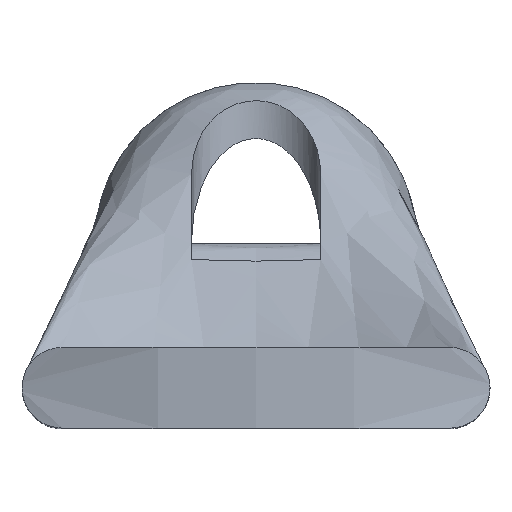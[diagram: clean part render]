
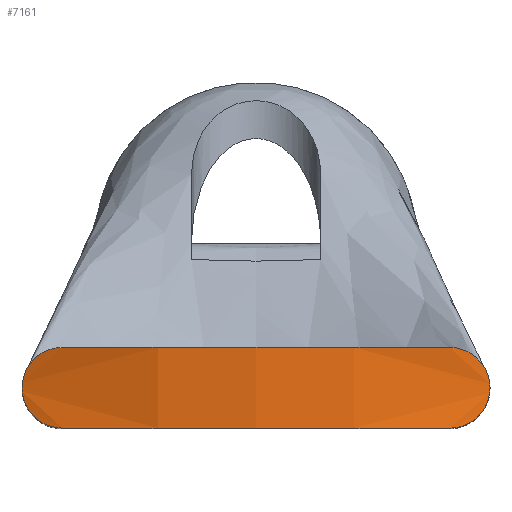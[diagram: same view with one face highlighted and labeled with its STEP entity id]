
A CAD part, top view. The second image highlights one B-rep face of the part: STEP entity #7161.
In plain terms, the highlighted cylindrical face has radius 40 mm (diameter 80 mm), a partial arc.
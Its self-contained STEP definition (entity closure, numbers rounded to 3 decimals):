
#4635=CARTESIAN_POINT('',(-12.,-6.5,67.158));
#4636=VERTEX_POINT('',#4635);
#4645=CARTESIAN_POINT('',(12.,-6.5,67.158));
#4646=VERTEX_POINT('',#4645);
#4647=CARTESIAN_POINT('',(0.,-6.5,29.));
#4648=DIRECTION('',(0.,1.,0.));
#4649=DIRECTION('',(0.363,0.,-0.932));
#4650=AXIS2_PLACEMENT_3D('',#4647,#4648,#4649);
#4651=CIRCLE('',#4650,40.);
#4652=EDGE_CURVE('',#4636,#4646,#4651,.T.);
#7039=CARTESIAN_POINT('',(12.,-11.5,67.158));
#7040=VERTEX_POINT('',#7039);
#7047=CARTESIAN_POINT('',(-12.,-11.5,67.158));
#7048=VERTEX_POINT('',#7047);
#7049=CARTESIAN_POINT('',(0.,-11.5,29.));
#7050=DIRECTION('',(0.,-1.,0.));
#7051=DIRECTION('',(0.363,0.,-0.932));
#7052=AXIS2_PLACEMENT_3D('',#7049,#7050,#7051);
#7053=CIRCLE('',#7052,40.);
#7054=EDGE_CURVE('',#7040,#7048,#7053,.T.);
#7074=CARTESIAN_POINT('',(-14.5,-9.,66.279));
#7075=VERTEX_POINT('',#7074);
#7076=CARTESIAN_POINT('',(-14.5,-9.0,66.279));
#7077=CARTESIAN_POINT('',(-14.5,-8.686,66.279));
#7078=CARTESIAN_POINT('',(-14.437,-8.354,66.304));
#7079=CARTESIAN_POINT('',(-14.187,-7.745,66.4));
#7080=CARTESIAN_POINT('',(-14.,-7.47,66.471));
#7081=CARTESIAN_POINT('',(-13.562,-7.022,66.631));
#7082=CARTESIAN_POINT('',(-13.278,-6.825,66.733));
#7083=CARTESIAN_POINT('',(-12.655,-6.564,66.947));
#7084=CARTESIAN_POINT('',(-12.317,-6.5,67.058));
#7085=CARTESIAN_POINT('',(-12.,-6.5,67.158));
#7086=B_SPLINE_CURVE_WITH_KNOTS('',3,(#7076,#7077,#7078,#7079,#7080,#7081,#7082,#7083,#7084,#7085),.UNSPECIFIED.,.F.,.U.,(4,2,2,2,4),(1.544,1.638,1.732,1.832,1.932),.UNSPECIFIED.);
#7087=EDGE_CURVE('',#7075,#4636,#7086,.T.);
#7094=CARTESIAN_POINT('',(-12.,-11.5,67.158));
#7095=CARTESIAN_POINT('',(-12.317,-11.5,67.058));
#7096=CARTESIAN_POINT('',(-12.655,-11.436,66.947));
#7097=CARTESIAN_POINT('',(-13.278,-11.175,66.733));
#7098=CARTESIAN_POINT('',(-13.562,-10.978,66.631));
#7099=CARTESIAN_POINT('',(-14.,-10.53,66.471));
#7100=CARTESIAN_POINT('',(-14.187,-10.255,66.4));
#7101=CARTESIAN_POINT('',(-14.437,-9.646,66.304));
#7102=CARTESIAN_POINT('',(-14.5,-9.314,66.279));
#7103=CARTESIAN_POINT('',(-14.5,-9.,66.279));
#7104=B_SPLINE_CURVE_WITH_KNOTS('',3,(#7094,#7095,#7096,#7097,#7098,#7099,#7100,#7101,#7102,#7103),.UNSPECIFIED.,.F.,.U.,(4,2,2,2,4),(1.156,1.256,1.356,1.45,1.544),.UNSPECIFIED.);
#7105=EDGE_CURVE('',#7048,#7075,#7104,.T.);
#7122=CARTESIAN_POINT('',(0.,-6.5,29.));
#7123=DIRECTION('',(0.,-1.0,0.0));
#7124=DIRECTION('',(0.363,0.,-0.932));
#7125=AXIS2_PLACEMENT_3D('',#7122,#7123,#7124);
#7126=CYLINDRICAL_SURFACE('',#7125,40.0);
#7127=CARTESIAN_POINT('',(14.5,-9.,66.279));
#7128=VERTEX_POINT('',#7127);
#7129=CARTESIAN_POINT('',(14.5,-9.,66.279));
#7130=CARTESIAN_POINT('',(14.5,-9.314,66.279));
#7131=CARTESIAN_POINT('',(14.437,-9.646,66.304));
#7132=CARTESIAN_POINT('',(14.187,-10.255,66.4));
#7133=CARTESIAN_POINT('',(14.,-10.53,66.471));
#7134=CARTESIAN_POINT('',(13.562,-10.978,66.631));
#7135=CARTESIAN_POINT('',(13.278,-11.175,66.733));
#7136=CARTESIAN_POINT('',(12.655,-11.436,66.947));
#7137=CARTESIAN_POINT('',(12.317,-11.5,67.058));
#7138=CARTESIAN_POINT('',(12.,-11.5,67.158));
#7139=B_SPLINE_CURVE_WITH_KNOTS('',3,(#7129,#7130,#7131,#7132,#7133,#7134,#7135,#7136,#7137,#7138),.UNSPECIFIED.,.F.,.U.,(4,2,2,2,4),(0.772,0.866,0.96,1.06,1.16),.UNSPECIFIED.);
#7140=EDGE_CURVE('',#7128,#7040,#7139,.T.);
#7141=ORIENTED_EDGE('',*,*,#7140,.F.);
#7142=CARTESIAN_POINT('',(12.,-6.5,67.158));
#7143=CARTESIAN_POINT('',(12.317,-6.5,67.058));
#7144=CARTESIAN_POINT('',(12.655,-6.564,66.947));
#7145=CARTESIAN_POINT('',(13.278,-6.825,66.733));
#7146=CARTESIAN_POINT('',(13.562,-7.022,66.631));
#7147=CARTESIAN_POINT('',(14.,-7.47,66.471));
#7148=CARTESIAN_POINT('',(14.187,-7.745,66.4));
#7149=CARTESIAN_POINT('',(14.437,-8.354,66.304));
#7150=CARTESIAN_POINT('',(14.5,-8.686,66.279));
#7151=CARTESIAN_POINT('',(14.5,-9.,66.279));
#7152=B_SPLINE_CURVE_WITH_KNOTS('',3,(#7142,#7143,#7144,#7145,#7146,#7147,#7148,#7149,#7150,#7151),.UNSPECIFIED.,.F.,.U.,(4,2,2,2,4),(0.384,0.484,0.584,0.678,0.772),.UNSPECIFIED.);
#7153=EDGE_CURVE('',#4646,#7128,#7152,.T.);
#7154=ORIENTED_EDGE('',*,*,#7153,.F.);
#7155=ORIENTED_EDGE('',*,*,#4652,.F.);
#7156=ORIENTED_EDGE('',*,*,#7087,.F.);
#7157=ORIENTED_EDGE('',*,*,#7105,.F.);
#7158=ORIENTED_EDGE('',*,*,#7054,.F.);
#7159=EDGE_LOOP('',(#7141,#7154,#7155,#7156,#7157,#7158));
#7160=FACE_OUTER_BOUND('',#7159,.T.);
#7161=ADVANCED_FACE('',(#7160),#7126,.T.);
